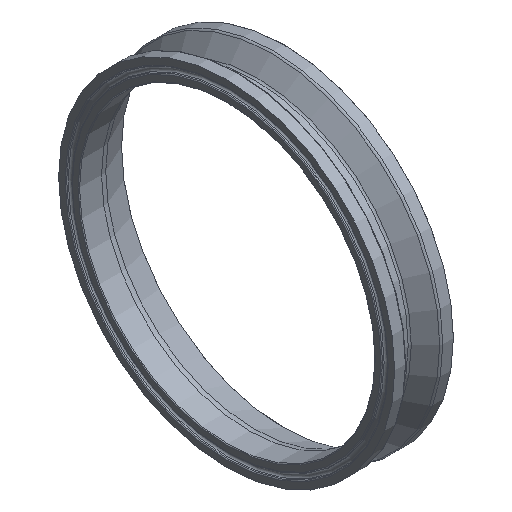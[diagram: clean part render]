
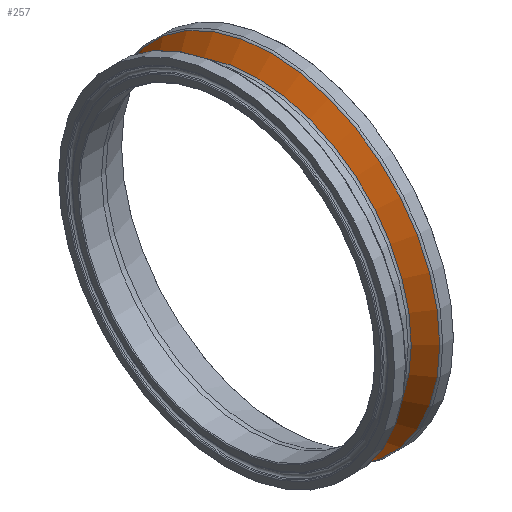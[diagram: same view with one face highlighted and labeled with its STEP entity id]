
A CAD part, isometric view. The second image highlights one B-rep face of the part: STEP entity #257.
In plain terms, the highlighted conical face has half-angle 44.875 degrees and reference radius 80.169 mm.
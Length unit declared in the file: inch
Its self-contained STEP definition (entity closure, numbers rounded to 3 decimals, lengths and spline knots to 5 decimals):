
#19=CONICAL_SURFACE('',#298,3.15625,44.875);
#40=FACE_BOUND('',#99,.T.);
#62=FACE_OUTER_BOUND('',#98,.T.);
#98=EDGE_LOOP('',(#213));
#99=EDGE_LOOP('',(#214));
#132=CIRCLE('',#297,3.29502);
#133=CIRCLE('',#299,3.01748);
#155=VERTEX_POINT('',#452);
#156=VERTEX_POINT('',#455);
#178=EDGE_CURVE('',#155,#155,#132,.T.);
#179=EDGE_CURVE('',#156,#156,#133,.T.);
#213=ORIENTED_EDGE('',*,*,#179,.F.);
#214=ORIENTED_EDGE('',*,*,#178,.F.);
#257=ADVANCED_FACE('',(#62,#40),#19,.T.);
#297=AXIS2_PLACEMENT_3D('',#453,#372,#373);
#298=AXIS2_PLACEMENT_3D('',#454,#374,#375);
#299=AXIS2_PLACEMENT_3D('',#456,#376,#377);
#372=DIRECTION('center_axis',(1.,0.,0.));
#373=DIRECTION('ref_axis',(0.,-1.,0.));
#374=DIRECTION('center_axis',(1.,0.,0.));
#375=DIRECTION('ref_axis',(0.,1.,0.));
#376=DIRECTION('center_axis',(-1.,0.,0.));
#377=DIRECTION('ref_axis',(0.,-1.,0.));
#452=CARTESIAN_POINT('',(0.87004,3.29502,0.));
#453=CARTESIAN_POINT('Origin',(0.87004,0.,
0.));
#454=CARTESIAN_POINT('Origin',(0.73067,0.,
0.));
#455=CARTESIAN_POINT('',(0.59129,3.01748,0.));
#456=CARTESIAN_POINT('Origin',(0.59129,0.,
0.));
